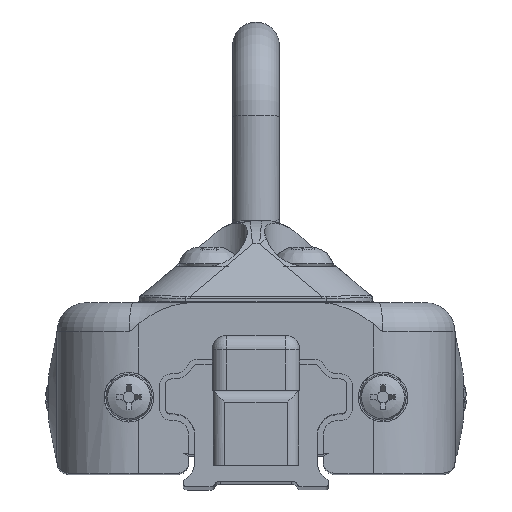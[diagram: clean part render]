
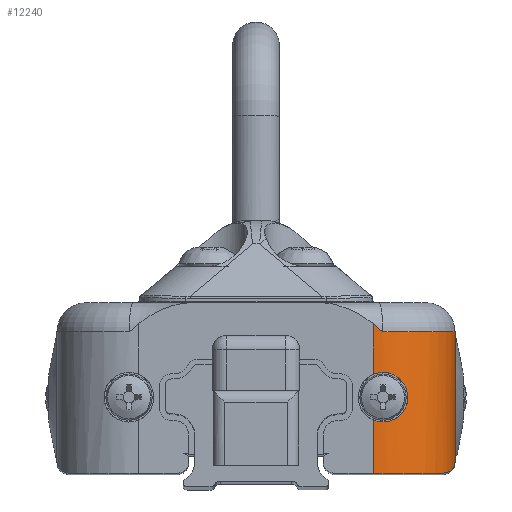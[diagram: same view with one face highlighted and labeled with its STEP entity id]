
A CAD part, top view. The second image highlights one B-rep face of the part: STEP entity #12240.
In plain terms, the highlighted cylindrical face has radius 14 mm (diameter 28 mm), a partial arc.
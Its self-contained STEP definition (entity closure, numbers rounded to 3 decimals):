
#517=B_SPLINE_CURVE_WITH_KNOTS('',3,(#21874,#21875,#21876,#21877,#21878,
#21879,#21880,#21881,#21882,#21883,#21884,#21885,#21886,#21887,#21888,#21889,
#21890,#21891,#21892,#21893,#21894,#21895,#21896,#21897,#21898,#21899),
 .UNSPECIFIED.,.F.,.F.,(4,2,2,2,2,2,2,2,2,2,2,2,4),(0.479,0.482,
0.642,0.807,0.972,1.133,1.295,
1.456,1.618,1.783,1.948,2.108,
2.111),.UNSPECIFIED.);
#518=B_SPLINE_CURVE_WITH_KNOTS('',3,(#21903,#21904,#21905,#21906,#21907,
#21908,#21909,#21910,#21911,#21912),.UNSPECIFIED.,.F.,.F.,(4,2,2,2,4),(1.57,
1.738,1.906,2.109,2.311),
 .UNSPECIFIED.);
#519=B_SPLINE_CURVE_WITH_KNOTS('',3,(#21917,#21918,#21919,#21920,#21921,
#21922),.UNSPECIFIED.,.F.,.F.,(4,2,4),(-0.206,0.,0.001),
 .UNSPECIFIED.);
#869=LINE('',#19874,#1655);
#888=LINE('',#19964,#1674);
#1043=LINE('',#21914,#1829);
#1655=VECTOR('',#15077,10.);
#1674=VECTOR('',#15126,10.);
#1829=VECTOR('',#15871,10.);
#2307=CYLINDRICAL_SURFACE('',#13392,14.);
#2666=FACE_OUTER_BOUND('',#3376,.T.);
#3376=EDGE_LOOP('',(#9131,#9132,#9133,#9134,#9135,#9136,#9137,#9138));
#4289=CIRCLE('',#13393,14.);
#4290=CIRCLE('',#13394,14.);
#5008=VERTEX_POINT('',#19872);
#5009=VERTEX_POINT('',#19873);
#5044=VERTEX_POINT('',#19961);
#5045=VERTEX_POINT('',#19963);
#5398=VERTEX_POINT('',#21900);
#5399=VERTEX_POINT('',#21902);
#5400=VERTEX_POINT('',#21913);
#5401=VERTEX_POINT('',#21915);
#6388=EDGE_CURVE('',#5008,#5009,#869,.T.);
#6424=EDGE_CURVE('',#5045,#5044,#888,.T.);
#6883=EDGE_CURVE('',#5009,#5045,#517,.T.);
#6884=EDGE_CURVE('',#5044,#5398,#4289,.T.);
#6885=EDGE_CURVE('',#5398,#5399,#518,.T.);
#6886=EDGE_CURVE('',#5399,#5400,#1043,.T.);
#6887=EDGE_CURVE('',#5401,#5400,#4290,.T.);
#6888=EDGE_CURVE('',#5401,#5008,#519,.F.);
#9131=ORIENTED_EDGE('',*,*,#6388,.T.);
#9132=ORIENTED_EDGE('',*,*,#6883,.T.);
#9133=ORIENTED_EDGE('',*,*,#6424,.T.);
#9134=ORIENTED_EDGE('',*,*,#6884,.T.);
#9135=ORIENTED_EDGE('',*,*,#6885,.T.);
#9136=ORIENTED_EDGE('',*,*,#6886,.T.);
#9137=ORIENTED_EDGE('',*,*,#6887,.F.);
#9138=ORIENTED_EDGE('',*,*,#6888,.T.);
#12240=ADVANCED_FACE('',(#2666),#2307,.T.);
#13392=AXIS2_PLACEMENT_3D('',#21873,#15867,#15868);
#13393=AXIS2_PLACEMENT_3D('',#21901,#15869,#15870);
#13394=AXIS2_PLACEMENT_3D('',#21916,#15872,#15873);
#15077=DIRECTION('',(0.,-1.,0.));
#15126=DIRECTION('',(0.,-1.,0.));
#15867=DIRECTION('center_axis',(0.,-1.,0.));
#15868=DIRECTION('ref_axis',(0.707,0.,0.707));
#15869=DIRECTION('center_axis',(0.,1.,0.));
#15870=DIRECTION('ref_axis',(0.707,0.,0.707));
#15871=DIRECTION('',(0.,1.,0.));
#15872=DIRECTION('center_axis',(0.,1.,0.));
#15873=DIRECTION('ref_axis',(0.707,0.,0.707));
#19872=CARTESIAN_POINT('',(20.1,28.094,75.));
#19873=CARTESIAN_POINT('',(20.1,19.417,75.));
#19874=CARTESIAN_POINT('',(20.1,21.131,75.));
#19961=CARTESIAN_POINT('',(20.1,2.5,75.));
#19963=CARTESIAN_POINT('',(20.1,11.583,75.));
#19964=CARTESIAN_POINT('',(20.1,11.881,75.));
#21873=CARTESIAN_POINT('Origin',(20.1,21.619,61.));
#21874=CARTESIAN_POINT('Ctrl Pts',(20.1,19.417,75.));
#21875=CARTESIAN_POINT('Ctrl Pts',(20.11,19.421,75.));
#21876=CARTESIAN_POINT('Ctrl Pts',(20.12,19.425,75.));
#21877=CARTESIAN_POINT('Ctrl Pts',(20.652,19.645,74.999));
#21878=CARTESIAN_POINT('Ctrl Pts',(21.22,19.75,74.965));
#21879=CARTESIAN_POINT('Ctrl Pts',(22.296,19.75,74.838));
#21880=CARTESIAN_POINT('Ctrl Pts',(22.871,19.639,74.734));
#21881=CARTESIAN_POINT('Ctrl Pts',(23.92,19.198,74.479));
#21882=CARTESIAN_POINT('Ctrl Pts',(24.395,18.869,74.331));
#21883=CARTESIAN_POINT('Ctrl Pts',(25.138,18.118,74.068));
#21884=CARTESIAN_POINT('Ctrl Pts',(25.46,17.648,73.935));
#21885=CARTESIAN_POINT('Ctrl Pts',(25.891,16.608,73.748));
#21886=CARTESIAN_POINT('Ctrl Pts',(26.,16.039,73.696));
#21887=CARTESIAN_POINT('Ctrl Pts',(26.,14.961,73.696));
#21888=CARTESIAN_POINT('Ctrl Pts',(25.891,14.392,73.748));
#21889=CARTESIAN_POINT('Ctrl Pts',(25.46,13.352,73.935));
#21890=CARTESIAN_POINT('Ctrl Pts',(25.138,12.882,74.068));
#21891=CARTESIAN_POINT('Ctrl Pts',(24.395,12.131,74.331));
#21892=CARTESIAN_POINT('Ctrl Pts',(23.92,11.802,74.479));
#21893=CARTESIAN_POINT('Ctrl Pts',(22.871,11.361,74.734));
#21894=CARTESIAN_POINT('Ctrl Pts',(22.296,11.25,74.838));
#21895=CARTESIAN_POINT('Ctrl Pts',(21.22,11.25,74.965));
#21896=CARTESIAN_POINT('Ctrl Pts',(20.652,11.355,74.999));
#21897=CARTESIAN_POINT('Ctrl Pts',(20.12,11.575,75.));
#21898=CARTESIAN_POINT('Ctrl Pts',(20.11,11.579,75.));
#21899=CARTESIAN_POINT('Ctrl Pts',(20.1,11.583,75.));
#21900=CARTESIAN_POINT('',(32.1,2.5,68.211));
#21901=CARTESIAN_POINT('Origin',(20.1,2.5,61.));
#21902=CARTESIAN_POINT('',(34.1,4.5,61.));
#21903=CARTESIAN_POINT('Ctrl Pts',(32.1,2.5,68.211));
#21904=CARTESIAN_POINT('Ctrl Pts',(32.389,2.5,67.73));
#21905=CARTESIAN_POINT('Ctrl Pts',(32.672,2.565,67.19));
#21906=CARTESIAN_POINT('Ctrl Pts',(33.157,2.782,66.087));
#21907=CARTESIAN_POINT('Ctrl Pts',(33.36,2.931,65.524));
#21908=CARTESIAN_POINT('Ctrl Pts',(33.7,3.271,64.386));
#21909=CARTESIAN_POINT('Ctrl Pts',(33.855,3.504,63.7));
#21910=CARTESIAN_POINT('Ctrl Pts',(34.055,3.999,62.323));
#21911=CARTESIAN_POINT('Ctrl Pts',(34.1,4.261,61.631));
#21912=CARTESIAN_POINT('Ctrl Pts',(34.1,4.5,61.));
#21913=CARTESIAN_POINT('',(34.1,26.7,61.));
#21914=CARTESIAN_POINT('',(34.1,11.881,61.));
#21915=CARTESIAN_POINT('',(21.686,26.7,74.91));
#21916=CARTESIAN_POINT('Origin',(20.1,26.7,61.));
#21917=CARTESIAN_POINT('Ctrl Pts',(20.1,28.094,75.));
#21918=CARTESIAN_POINT('Ctrl Pts',(20.64,27.635,75.));
#21919=CARTESIAN_POINT('Ctrl Pts',(21.166,27.166,74.969));
#21920=CARTESIAN_POINT('Ctrl Pts',(21.68,26.706,74.911));
#21921=CARTESIAN_POINT('Ctrl Pts',(21.683,26.703,74.91));
#21922=CARTESIAN_POINT('Ctrl Pts',(21.686,26.7,74.91));
